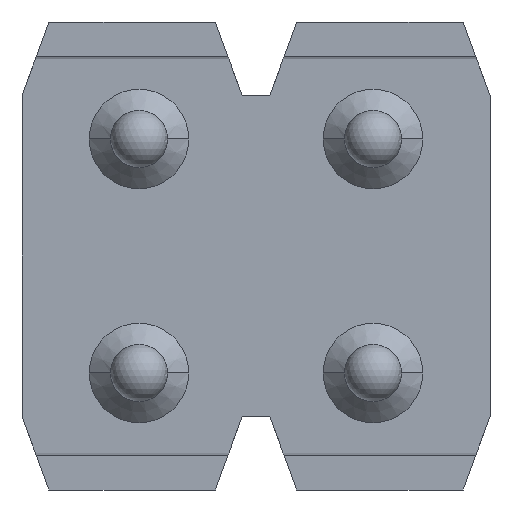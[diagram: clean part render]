
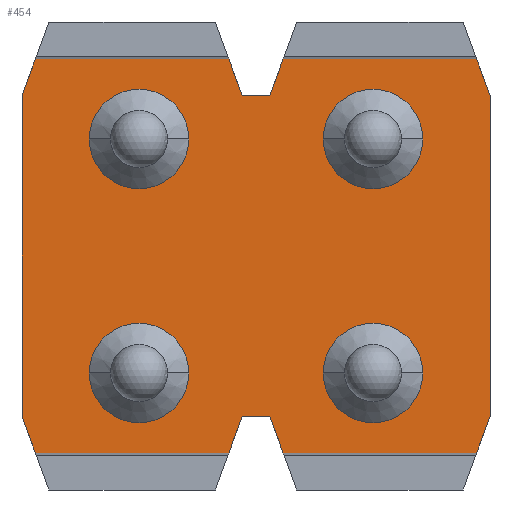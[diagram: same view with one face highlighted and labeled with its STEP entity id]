
A CAD part, front view. The second image highlights one B-rep face of the part: STEP entity #454.
In plain terms, the highlighted planar face has unit normal (0, -1, 0).
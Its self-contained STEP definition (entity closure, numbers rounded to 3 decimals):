
#454=ADVANCED_FACE('',(#931,#932,#933,#934,#935),#936,.F.);
#931=FACE_BOUND('',#1428,.T.);
#932=FACE_BOUND('',#1429,.T.);
#933=FACE_BOUND('',#1430,.T.);
#934=FACE_BOUND('',#1431,.T.);
#935=FACE_OUTER_BOUND('',#1432,.T.);
#936=PLANE('',#1433);
#1428=EDGE_LOOP('',(#2623,#2624));
#1429=EDGE_LOOP('',(#2625,#2626));
#1430=EDGE_LOOP('',(#2627,#2628));
#1431=EDGE_LOOP('',(#2629,#2630));
#1432=EDGE_LOOP('',(#2631,#2632,#2633,#2634,#2635,#2636,#2637,#2638,#2639,#2640,#2641,#2642,#2643,#2644,#2645,#2646));
#1433=AXIS2_PLACEMENT_3D('',#2647,#2648,#2649);
#2623=ORIENTED_EDGE('',*,*,#3231,.T.);
#2624=ORIENTED_EDGE('',*,*,#2953,.T.);
#2625=ORIENTED_EDGE('',*,*,#3242,.T.);
#2626=ORIENTED_EDGE('',*,*,#2938,.T.);
#2627=ORIENTED_EDGE('',*,*,#3253,.T.);
#2628=ORIENTED_EDGE('',*,*,#2923,.T.);
#2629=ORIENTED_EDGE('',*,*,#3264,.T.);
#2630=ORIENTED_EDGE('',*,*,#2908,.T.);
#2631=ORIENTED_EDGE('',*,*,#3295,.F.);
#2632=ORIENTED_EDGE('',*,*,#3296,.F.);
#2633=ORIENTED_EDGE('',*,*,#3297,.F.);
#2634=ORIENTED_EDGE('',*,*,#3278,.F.);
#2635=ORIENTED_EDGE('',*,*,#3298,.F.);
#2636=ORIENTED_EDGE('',*,*,#3299,.F.);
#2637=ORIENTED_EDGE('',*,*,#3300,.F.);
#2638=ORIENTED_EDGE('',*,*,#3283,.T.);
#2639=ORIENTED_EDGE('',*,*,#3301,.F.);
#2640=ORIENTED_EDGE('',*,*,#3302,.F.);
#2641=ORIENTED_EDGE('',*,*,#3303,.F.);
#2642=ORIENTED_EDGE('',*,*,#3286,.T.);
#2643=ORIENTED_EDGE('',*,*,#3304,.F.);
#2644=ORIENTED_EDGE('',*,*,#3305,.F.);
#2645=ORIENTED_EDGE('',*,*,#3306,.F.);
#2646=ORIENTED_EDGE('',*,*,#3291,.F.);
#2647=CARTESIAN_POINT('',(-3.048,0.3,0.0));
#2648=DIRECTION('',(0.0,1.0,0.0));
#2649=DIRECTION('',(0.,0.0,1.0));
#2908=EDGE_CURVE('',#3457,#3459,#3461,.T.);
#2923=EDGE_CURVE('',#3483,#3485,#3487,.T.);
#2938=EDGE_CURVE('',#3509,#3511,#3513,.T.);
#2953=EDGE_CURVE('',#3535,#3537,#3539,.T.);
#3231=EDGE_CURVE('',#3537,#3535,#3917,.T.);
#3242=EDGE_CURVE('',#3511,#3509,#3929,.T.);
#3253=EDGE_CURVE('',#3485,#3483,#3941,.T.);
#3264=EDGE_CURVE('',#3459,#3457,#3953,.T.);
#3278=EDGE_CURVE('',#3970,#3966,#3972,.T.);
#3283=EDGE_CURVE('',#3975,#3979,#3981,.T.);
#3286=EDGE_CURVE('',#3986,#3983,#3987,.T.);
#3291=EDGE_CURVE('',#3992,#3995,#3996,.T.);
#3295=EDGE_CURVE('',#4001,#3992,#4002,.T.);
#3296=EDGE_CURVE('',#4003,#4001,#4004,.T.);
#3297=EDGE_CURVE('',#3966,#4003,#4005,.T.);
#3298=EDGE_CURVE('',#4006,#3970,#4007,.T.);
#3299=EDGE_CURVE('',#4008,#4006,#4009,.T.);
#3300=EDGE_CURVE('',#3975,#4008,#4010,.T.);
#3301=EDGE_CURVE('',#4011,#3979,#4012,.T.);
#3302=EDGE_CURVE('',#4013,#4011,#4014,.T.);
#3303=EDGE_CURVE('',#3986,#4013,#4015,.T.);
#3304=EDGE_CURVE('',#4016,#3983,#4017,.T.);
#3305=EDGE_CURVE('',#4018,#4016,#4019,.T.);
#3306=EDGE_CURVE('',#3995,#4018,#4020,.T.);
#3457=VERTEX_POINT('',#4199);
#3459=VERTEX_POINT('',#4202);
#3461=CIRCLE('',#4205,0.54);
#3483=VERTEX_POINT('',#4231);
#3485=VERTEX_POINT('',#4234);
#3487=CIRCLE('',#4237,0.54);
#3509=VERTEX_POINT('',#4263);
#3511=VERTEX_POINT('',#4266);
#3513=CIRCLE('',#4269,0.54);
#3535=VERTEX_POINT('',#4295);
#3537=VERTEX_POINT('',#4298);
#3539=CIRCLE('',#4301,0.54);
#3917=CIRCLE('',#4759,0.54);
#3929=CIRCLE('',#4771,0.54);
#3941=CIRCLE('',#4783,0.54);
#3953=CIRCLE('',#4795,0.54);
#3966=VERTEX_POINT('',#4808);
#3970=VERTEX_POINT('',#4814);
#3972=LINE('',#4817,#4818);
#3975=VERTEX_POINT('',#4821);
#3979=VERTEX_POINT('',#4827);
#3981=LINE('',#4830,#4831);
#3983=VERTEX_POINT('',#4833);
#3986=VERTEX_POINT('',#4837);
#3987=LINE('',#4838,#4839);
#3992=VERTEX_POINT('',#4846);
#3995=VERTEX_POINT('',#4850);
#3996=LINE('',#4851,#4852);
#4001=VERTEX_POINT('',#4859);
#4002=LINE('',#4860,#4861);
#4003=VERTEX_POINT('',#4862);
#4004=LINE('',#4863,#4864);
#4005=LINE('',#4865,#4866);
#4006=VERTEX_POINT('',#4867);
#4007=LINE('',#4868,#4869);
#4008=VERTEX_POINT('',#4870);
#4009=LINE('',#4871,#4872);
#4010=LINE('',#4873,#4874);
#4011=VERTEX_POINT('',#4875);
#4012=LINE('',#4876,#4877);
#4013=VERTEX_POINT('',#4878);
#4014=LINE('',#4879,#4880);
#4015=LINE('',#4881,#4882);
#4016=VERTEX_POINT('',#4883);
#4017=LINE('',#4884,#4885);
#4018=VERTEX_POINT('',#4886);
#4019=LINE('',#4887,#4888);
#4020=LINE('',#4889,#4890);
#4199=CARTESIAN_POINT('',(-0.73,0.3,-1.27));
#4202=CARTESIAN_POINT('',(-1.81,0.3,-1.27));
#4205=AXIS2_PLACEMENT_3D('',#5141,#5142,#5143);
#4231=CARTESIAN_POINT('',(-0.73,0.3,1.27));
#4234=CARTESIAN_POINT('',(-1.81,0.3,1.27));
#4237=AXIS2_PLACEMENT_3D('',#5165,#5166,#5167);
#4263=CARTESIAN_POINT('',(1.81,0.3,-1.27));
#4266=CARTESIAN_POINT('',(0.73,0.3,-1.27));
#4269=AXIS2_PLACEMENT_3D('',#5189,#5190,#5191);
#4295=CARTESIAN_POINT('',(1.81,0.3,1.27));
#4298=CARTESIAN_POINT('',(0.73,0.3,1.27));
#4301=AXIS2_PLACEMENT_3D('',#5213,#5214,#5215);
#4759=AXIS2_PLACEMENT_3D('',#5608,#5609,#5610);
#4771=AXIS2_PLACEMENT_3D('',#5626,#5627,#5628);
#4783=AXIS2_PLACEMENT_3D('',#5644,#5645,#5646);
#4795=AXIS2_PLACEMENT_3D('',#5662,#5663,#5664);
#4808=CARTESIAN_POINT('',(-0.296,0.3,2.14));
#4814=CARTESIAN_POINT('',(-2.394,0.3,2.14));
#4817=CARTESIAN_POINT('',(-3.048,0.3,2.14));
#4818=VECTOR('',#5683,1.0);
#4821=CARTESIAN_POINT('',(-2.394,0.3,-2.14));
#4827=CARTESIAN_POINT('',(-0.296,0.3,-2.14));
#4830=CARTESIAN_POINT('',(-3.048,0.3,-2.14));
#4831=VECTOR('',#5687,1.0);
#4833=CARTESIAN_POINT('',(2.394,0.3,-2.14));
#4837=CARTESIAN_POINT('',(0.296,0.3,-2.14));
#4838=CARTESIAN_POINT('',(-3.048,0.3,-2.14));
#4839=VECTOR('',#5689,1.0);
#4846=CARTESIAN_POINT('',(0.296,0.3,2.14));
#4850=CARTESIAN_POINT('',(2.394,0.3,2.14));
#4851=CARTESIAN_POINT('',(-3.048,0.3,2.14));
#4852=VECTOR('',#5693,1.0);
#4859=CARTESIAN_POINT('',(0.15,0.3,1.74));
#4860=CARTESIAN_POINT('',(-0.244,0.3,0.658));
#4861=VECTOR('',#5696,1.0);
#4862=CARTESIAN_POINT('',(-0.15,0.3,1.74));
#4863=CARTESIAN_POINT('',(-1.539,0.3,1.74));
#4864=VECTOR('',#5697,1.0);
#4865=CARTESIAN_POINT('',(-0.113,0.3,1.637));
#4866=VECTOR('',#5698,1.0);
#4867=CARTESIAN_POINT('',(-2.54,0.3,1.74));
#4868=CARTESIAN_POINT('',(-2.777,0.3,1.09));
#4869=VECTOR('',#5699,1.0);
#4870=CARTESIAN_POINT('',(-2.54,0.3,-1.74));
#4871=CARTESIAN_POINT('',(-2.54,0.3,0.));
#4872=VECTOR('',#5700,1.0);
#4873=CARTESIAN_POINT('',(-2.777,0.3,-1.09));
#4874=VECTOR('',#5701,1.0);
#4875=CARTESIAN_POINT('',(-0.15,0.3,-1.74));
#4876=CARTESIAN_POINT('',(-0.113,0.3,-1.637));
#4877=VECTOR('',#5702,1.0);
#4878=CARTESIAN_POINT('',(0.15,0.3,-1.74));
#4879=CARTESIAN_POINT('',(-1.539,0.3,-1.74));
#4880=VECTOR('',#5703,1.0);
#4881=CARTESIAN_POINT('',(-0.244,0.3,-0.658));
#4882=VECTOR('',#5704,1.0);
#4883=CARTESIAN_POINT('',(2.54,0.3,-1.74));
#4884=CARTESIAN_POINT('',(2.42,0.3,-2.07));
#4885=VECTOR('',#5705,1.0);
#4886=CARTESIAN_POINT('',(2.54,0.3,1.74));
#4887=CARTESIAN_POINT('',(2.54,0.3,0.));
#4888=VECTOR('',#5706,1.0);
#4889=CARTESIAN_POINT('',(2.42,0.3,2.07));
#4890=VECTOR('',#5707,1.0);
#5141=CARTESIAN_POINT('',(-1.27,0.3,-1.27));
#5142=DIRECTION('',(-0.0,1.0,0.0));
#5143=DIRECTION('',(1.0,0.0,0.0));
#5165=CARTESIAN_POINT('',(-1.27,0.3,1.27));
#5166=DIRECTION('',(-0.0,1.0,0.0));
#5167=DIRECTION('',(1.0,0.0,0.0));
#5189=CARTESIAN_POINT('',(1.27,0.3,-1.27));
#5190=DIRECTION('',(-0.0,1.0,0.0));
#5191=DIRECTION('',(1.0,0.0,0.0));
#5213=CARTESIAN_POINT('',(1.27,0.3,1.27));
#5214=DIRECTION('',(-0.0,1.0,0.0));
#5215=DIRECTION('',(1.0,0.0,0.0));
#5608=CARTESIAN_POINT('',(1.27,0.3,1.27));
#5609=DIRECTION('',(-0.0,1.0,0.0));
#5610=DIRECTION('',(1.0,0.0,0.0));
#5626=CARTESIAN_POINT('',(1.27,0.3,-1.27));
#5627=DIRECTION('',(-0.0,1.0,0.0));
#5628=DIRECTION('',(1.0,0.0,0.0));
#5644=CARTESIAN_POINT('',(-1.27,0.3,1.27));
#5645=DIRECTION('',(-0.0,1.0,0.0));
#5646=DIRECTION('',(1.0,0.0,0.0));
#5662=CARTESIAN_POINT('',(-1.27,0.3,-1.27));
#5663=DIRECTION('',(-0.0,1.0,0.0));
#5664=DIRECTION('',(1.0,0.0,0.0));
#5683=DIRECTION('',(1.0,0.0,0.));
#5687=DIRECTION('',(1.0,0.0,0.));
#5689=DIRECTION('',(1.0,0.0,0.));
#5693=DIRECTION('',(1.0,0.0,0.));
#5696=DIRECTION('',(0.342,0.0,0.94));
#5697=DIRECTION('',(1.0,0.0,0.0));
#5698=DIRECTION('',(0.342,0.0,-0.94));
#5699=DIRECTION('',(0.342,0.0,0.94));
#5700=DIRECTION('',(0.0,0.0,1.0));
#5701=DIRECTION('',(-0.342,0.0,0.94));
#5702=DIRECTION('',(-0.342,0.0,-0.94));
#5703=DIRECTION('',(-1.0,0.0,0.0));
#5704=DIRECTION('',(-0.342,0.0,0.94));
#5705=DIRECTION('',(-0.342,0.0,-0.94));
#5706=DIRECTION('',(0.0,0.0,-1.0));
#5707=DIRECTION('',(0.342,0.0,-0.94));
